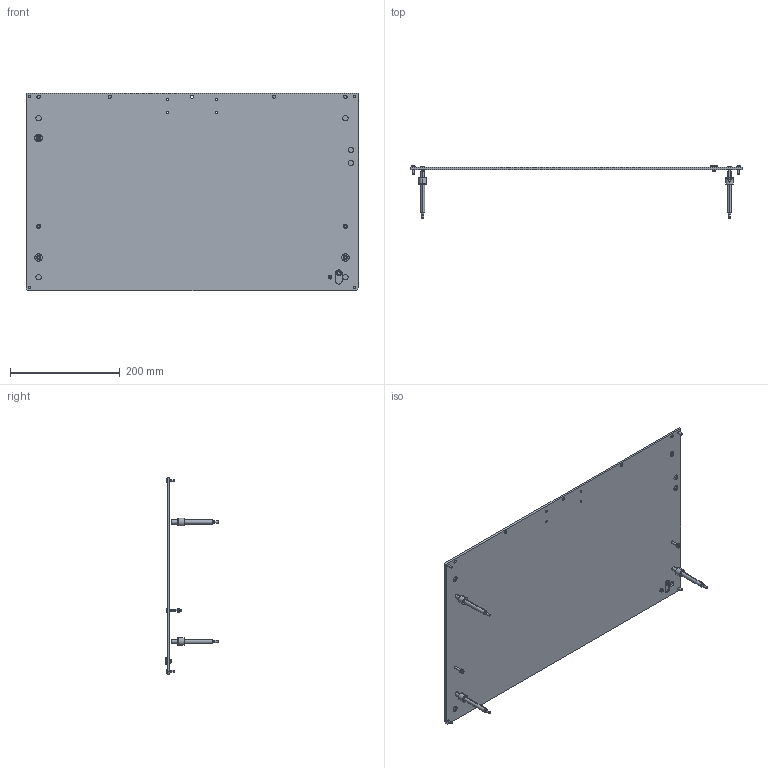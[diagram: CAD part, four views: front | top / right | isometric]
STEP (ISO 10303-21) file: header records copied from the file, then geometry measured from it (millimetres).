
FILE_DESCRIPTION (( 'STEP AP214' ), '1' );
FILE_NAME ('INGUN_41814.STEP', '2021-05-10T11:04:40', ( '' ), ( '' ), 'SwSTEP 2.0', 'SolidWorks 2018', '' );
FILE_SCHEMA (( 'AUTOMOTIVE_DESIGN' ));
Length unit declared in the file: millimetre
Products named in the file (12): 39695~0_S; INGUN_41814; 41805~5_S; 38205~0_ S; DIN125~n_03,2 M03,0; DIN7991~n_M03,0x010 VA; DIN988~n_05x10x0,3; DIN934~n_M03,0; 48213~0_S; DIN934~n_M04,0; 52394~1_S; 38201~0_ S
Assembly tree (18 placements, depth 2):
  INGUN_41814
    41805~5_S
    39695~0_S
    38205~0_ S  x2
    DIN934~n_M04,0  x2
    38201~0_ S  x4
    DIN988~n_05x10x0,3
    DIN7991~n_M03,0x010 VA
    DIN125~n_03,2 M03,0
    DIN934~n_M03,0
    48213~0_S
    52394~1_S  x3
Bounding box: 606 x 97.7 x 360 mm (x, y, z)
Volume: 887446.8 mm3; surface area: 461974.3 mm2
Topology: 18 solids, 18 shells, 1911 faces, 4981 edges, 3298 vertices
Faces by surface type: plane 840, bspline 821, cylinder 136, cone 90, torus 24
Entity records: 108985 total; most frequent: CARTESIAN_POINT 53430, ORIENTED_EDGE 9370, DIRECTION 5217, EDGE_CURVE 4685, VERTEX_POINT 3114, VECTOR 2703, LINE 2703, EDGE_LOOP 1987
